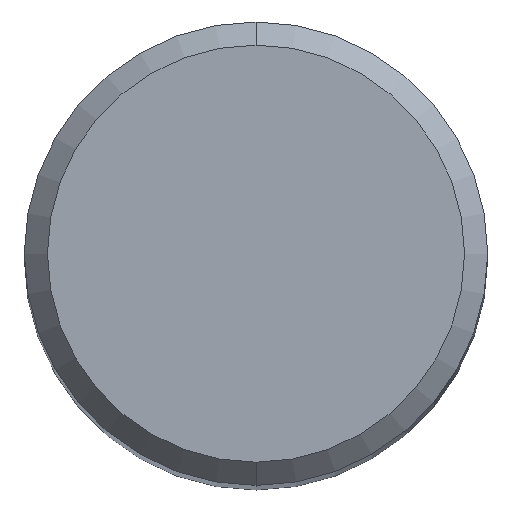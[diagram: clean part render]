
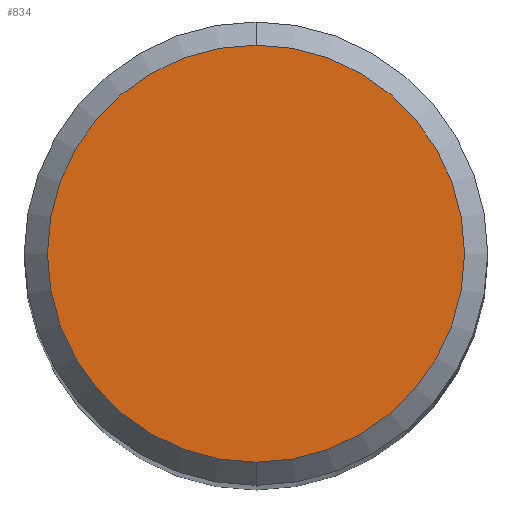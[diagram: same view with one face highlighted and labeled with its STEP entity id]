
A CAD part, top view. The second image highlights one B-rep face of the part: STEP entity #834.
In plain terms, the highlighted planar face has unit normal (0, 0, 1).
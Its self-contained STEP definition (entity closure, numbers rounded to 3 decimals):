
#484=EDGE_CURVE('',#760,#518,#1068,.T.);
#504=EDGE_CURVE('',#518,#760,#1090,.T.);
#518=VERTEX_POINT('',#1104);
#760=VERTEX_POINT('',#1370);
#834=ADVANCED_FACE('',(#1449),#1450,.T.);
#1068=CIRCLE('',#3384,4.5);
#1090=CIRCLE('',#3481,4.5);
#1104=CARTESIAN_POINT('',(0.0,4.5,0.0));
#1370=CARTESIAN_POINT('',(0.,-4.5,0.0));
#1449=FACE_OUTER_BOUND('',#5921,.T.);
#1450=PLANE('',#5922);
#3384=AXIS2_PLACEMENT_3D('',#6162,#6163,#6164);
#3481=AXIS2_PLACEMENT_3D('',#6184,#6185,#6186);
#5921=EDGE_LOOP('',(#6546,#6547));
#5922=AXIS2_PLACEMENT_3D('',#6548,#6549,#6550);
#6162=CARTESIAN_POINT('',(0.0,0.0,0.0));
#6163=DIRECTION('',(0.0,0.0,-1.0));
#6164=DIRECTION('',(0.0,1.0,0.0));
#6184=CARTESIAN_POINT('',(0.0,0.0,0.0));
#6185=DIRECTION('',(0.0,0.0,-1.0));
#6186=DIRECTION('',(0.0,1.0,0.0));
#6546=ORIENTED_EDGE('',*,*,#504,.F.);
#6547=ORIENTED_EDGE('',*,*,#484,.F.);
#6548=CARTESIAN_POINT('',(0.0,2.25,0.0));
#6549=DIRECTION('',(-0.0,0.0,1.0));
#6550=DIRECTION('',(0.0,-1.0,0.0));
